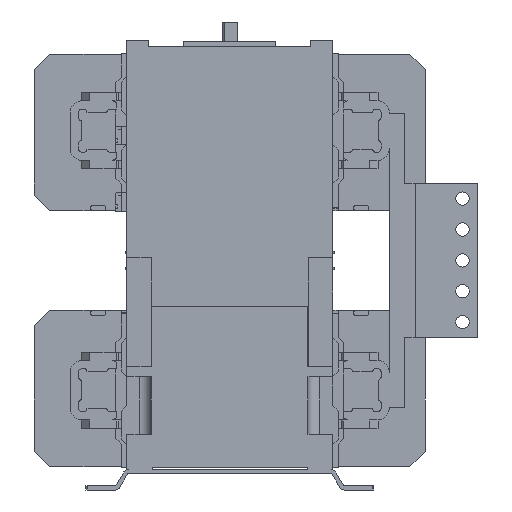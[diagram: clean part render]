
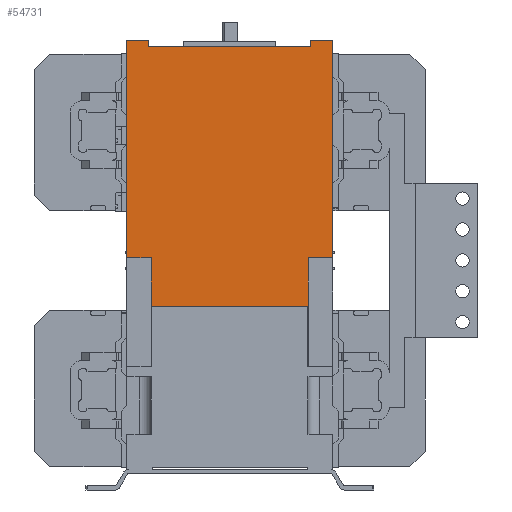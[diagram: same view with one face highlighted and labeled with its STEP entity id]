
A CAD part, left-side view. The second image highlights one B-rep face of the part: STEP entity #54731.
In plain terms, the highlighted planar face has unit normal (-1, 0, 0).
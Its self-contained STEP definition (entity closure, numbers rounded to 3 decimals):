
#1967=DIRECTION('',(0.,0.,-1.));
#1968=VECTOR('',#1967,211.);
#1969=CARTESIAN_POINT('',(-339.737,-108.01,
248.494));
#1970=LINE('',#1969,#1968);
#2384=DIRECTION('',(0.,-1.,0.));
#2385=VECTOR('',#2384,21.5);
#2386=CARTESIAN_POINT('',(-339.737,-86.51,
248.494));
#2387=LINE('',#2386,#2385);
#7044=DIRECTION('',(0.,0.,-1.));
#7045=VECTOR('',#7044,6.);
#7046=CARTESIAN_POINT('',(-339.737,70.49,248.494));
#7047=LINE('',#7046,#7045);
#7052=DIRECTION('',(0.,1.,0.));
#7053=VECTOR('',#7052,21.5);
#7054=CARTESIAN_POINT('',(-339.737,70.49,248.494));
#7055=LINE('',#7054,#7053);
#7056=DIRECTION('',(0.,1.,0.));
#7057=VECTOR('',#7056,157.);
#7058=CARTESIAN_POINT('',(-339.737,-86.51,
242.494));
#7059=LINE('',#7058,#7057);
#7060=DIRECTION('',(0.,0.,-1.));
#7061=VECTOR('',#7060,6.);
#7062=CARTESIAN_POINT('',(-339.737,-86.51,
248.494));
#7063=LINE('',#7062,#7061);
#7064=DIRECTION('',(0.,0.,1.));
#7065=VECTOR('',#7064,47.);
#7066=CARTESIAN_POINT('',(-339.737,-84.31,
-9.506));
#7067=LINE('',#7066,#7065);
#7068=DIRECTION('',(0.,0.,-1.));
#7069=VECTOR('',#7068,211.);
#7070=CARTESIAN_POINT('',(-339.737,91.99,248.494));
#7071=LINE('',#7070,#7069);
#7080=DIRECTION('',(0.,1.,0.));
#7081=VECTOR('',#7080,23.7);
#7082=CARTESIAN_POINT('',(-339.737,-108.01,
37.494));
#7083=LINE('',#7082,#7081);
#11323=DIRECTION('',(0.,0.,1.));
#11324=VECTOR('',#11323,47.);
#11325=CARTESIAN_POINT('',(-339.737,68.29,
-9.506));
#11326=LINE('',#11325,#11324);
#11335=DIRECTION('',(0.,1.,0.));
#11336=VECTOR('',#11335,23.7);
#11337=CARTESIAN_POINT('',(-339.737,68.29,
37.494));
#11338=LINE('',#11337,#11336);
#11352=DIRECTION('',(0.,1.,0.));
#11353=VECTOR('',#11352,152.6);
#11354=CARTESIAN_POINT('',(-339.737,-84.31,
-9.506));
#11355=LINE('',#11354,#11353);
#36964=CARTESIAN_POINT('',(-339.737,-86.51,
248.494));
#36965=VERTEX_POINT('',#36964);
#36966=CARTESIAN_POINT('',(-339.737,-108.01,
248.494));
#36967=VERTEX_POINT('',#36966);
#36970=CARTESIAN_POINT('',(-339.737,-86.51,
242.494));
#36971=VERTEX_POINT('',#36970);
#36980=CARTESIAN_POINT('',(-339.737,-108.01,
37.494));
#36981=VERTEX_POINT('',#36980);
#38951=CARTESIAN_POINT('',(-339.737,91.99,
37.494));
#38953=VERTEX_POINT('',#38951);
#38957=CARTESIAN_POINT('',(-339.737,68.29,
37.494));
#38958=VERTEX_POINT('',#38957);
#38965=CARTESIAN_POINT('',(-339.737,68.29,
-9.506));
#38966=VERTEX_POINT('',#38965);
#38971=CARTESIAN_POINT('',(-339.737,-84.31,
37.494));
#38972=VERTEX_POINT('',#38971);
#38973=CARTESIAN_POINT('',(-339.737,-84.31,
-9.506));
#38974=VERTEX_POINT('',#38973);
#41720=CARTESIAN_POINT('',(-339.737,70.49,
242.494));
#41721=VERTEX_POINT('',#41720);
#41724=CARTESIAN_POINT('',(-339.737,70.49,
248.494));
#41725=CARTESIAN_POINT('',(-339.737,91.99,
248.494));
#41726=VERTEX_POINT('',#41724);
#41727=VERTEX_POINT('',#41725);
#54706=CARTESIAN_POINT('',(-339.737,-93.935,
243.494));
#54707=DIRECTION('',(-1.,0.,0.));
#54708=DIRECTION('',(0.,0.,-1.));
#54709=AXIS2_PLACEMENT_3D('',#54706,#54707,#54708);
#54710=PLANE('',#54709);
#54711=ORIENTED_EDGE('',*,*,#54667,.F.);
#54712=ORIENTED_EDGE('',*,*,#54700,.T.);
#54713=ORIENTED_EDGE('',*,*,#48145,.F.);
#54715=ORIENTED_EDGE('',*,*,#54714,.F.);
#54716=ORIENTED_EDGE('',*,*,#48104,.T.);
#54717=ORIENTED_EDGE('',*,*,#47487,.T.);
#54719=ORIENTED_EDGE('',*,*,#54718,.T.);
#54721=ORIENTED_EDGE('',*,*,#54720,.F.);
#54723=ORIENTED_EDGE('',*,*,#54722,.T.);
#54725=ORIENTED_EDGE('',*,*,#54724,.T.);
#54727=ORIENTED_EDGE('',*,*,#54726,.T.);
#54728=ORIENTED_EDGE('',*,*,#48910,.F.);
#54729=EDGE_LOOP('',(#54711,#54712,#54713,#54715,#54716,#54717,#54719,#54721,
#54723,#54725,#54727,#54728));
#54730=FACE_OUTER_BOUND('',#54729,.F.);
#47487=EDGE_CURVE('',#36967,#36981,#1970,.T.);
#48104=EDGE_CURVE('',#36965,#36967,#2387,.T.);
#48145=EDGE_CURVE('',#36971,#41721,#7059,.T.);
#48910=EDGE_CURVE('',#41727,#38953,#7071,.T.);
#54667=EDGE_CURVE('',#41726,#41727,#7055,.T.);
#54700=EDGE_CURVE('',#41726,#41721,#7047,.T.);
#54714=EDGE_CURVE('',#36965,#36971,#7063,.T.);
#54718=EDGE_CURVE('',#36981,#38972,#7083,.T.);
#54720=EDGE_CURVE('',#38974,#38972,#7067,.T.);
#54722=EDGE_CURVE('',#38974,#38966,#11355,.T.);
#54724=EDGE_CURVE('',#38966,#38958,#11326,.T.);
#54726=EDGE_CURVE('',#38958,#38953,#11338,.T.);
#54731=ADVANCED_FACE('',(#54730),#54710,.T.);
